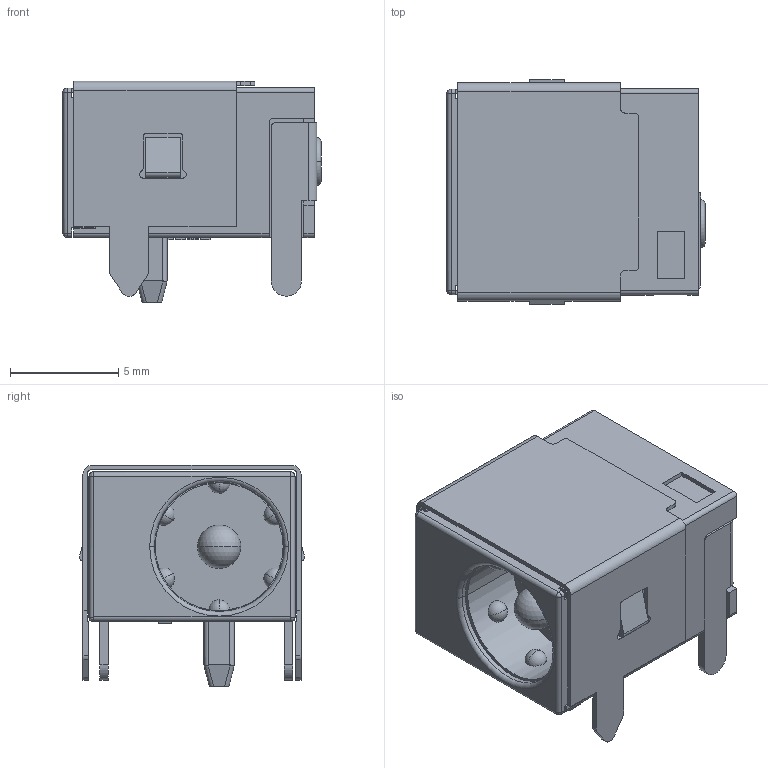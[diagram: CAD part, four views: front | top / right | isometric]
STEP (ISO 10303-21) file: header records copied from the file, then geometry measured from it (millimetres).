
FILE_DESCRIPTION (( 'STEP AP214' ), '1' );
FILE_NAME ('DC-IN-TH_DC-044A-20A.step', '2021-08-14T08:52:17', ( '' ), ( '' ), 'SwSTEP 2.0', 'SolidWorks 2020', '' );
FILE_SCHEMA (( 'AUTOMOTIVE_DESIGN' ));
Length unit declared in the file: millimetre
Products named in the file (1): DC-IN-TH_DC-044A-20A
Bounding box: 11.9 x 10.36 x 10.2 mm (x, y, z)
Volume: 663.6 mm3; surface area: 1291.7 mm2
Topology: 6 solids, 6 shells, 379 faces, 1021 edges, 677 vertices
Faces by surface type: plane 282, cylinder 73, sphere 14, torus 6, bspline 4
Entity records: 16250 total; most frequent: CARTESIAN_POINT 2472, ORIENTED_EDGE 2034, DIRECTION 1866, EDGE_CURVE 1017, LINE 824, VECTOR 824, VERTEX_POINT 675, AXIS2_PLACEMENT_3D 521
